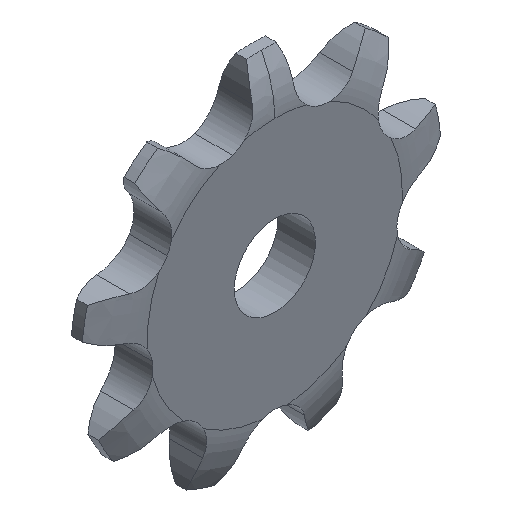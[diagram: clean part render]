
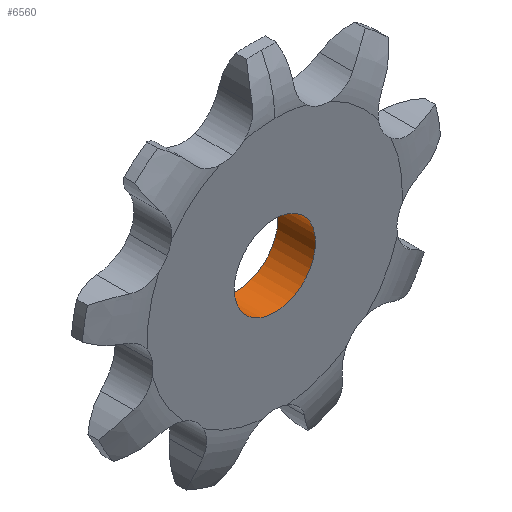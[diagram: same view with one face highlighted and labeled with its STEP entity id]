
A CAD part, isometric view. The second image highlights one B-rep face of the part: STEP entity #6560.
In plain terms, the highlighted cylindrical face has radius 3 mm (diameter 6 mm), a full revolution.
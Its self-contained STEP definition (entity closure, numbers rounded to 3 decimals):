
#216 = PLANE('',#217);
#217 = AXIS2_PLACEMENT_3D('',#218,#219,#220);
#218 = CARTESIAN_POINT('',(0.,0.,
    0.));
#219 = DIRECTION('',(0.,1.,0.));
#220 = DIRECTION('',(0.,0.,-1.));
#499 = PLANE('',#500);
#500 = AXIS2_PLACEMENT_3D('',#501,#502,#503);
#501 = CARTESIAN_POINT('',(0.,-2.8,0.)
  );
#502 = DIRECTION('',(0.,-1.,0.));
#503 = DIRECTION('',(0.,0.,1.));
#1812 = EDGE_CURVE('',#1813,#1813,#1815,.T.);
#1813 = VERTEX_POINT('',#1814);
#1814 = CARTESIAN_POINT('',(3.,0.,0.));
#1815 = SURFACE_CURVE('',#1816,(#1821,#1832),.PCURVE_S1.);
#1816 = CIRCLE('',#1817,3.);
#1817 = AXIS2_PLACEMENT_3D('',#1818,#1819,#1820);
#1818 = CARTESIAN_POINT('',(0.,0.,0.));
#1819 = DIRECTION('',(0.,-1.,0.));
#1820 = DIRECTION('',(1.,0.,0.));
#1821 = PCURVE('',#216,#1822);
#1822 = DEFINITIONAL_REPRESENTATION('',(#1823),#1831);
#1823 = ( BOUNDED_CURVE() B_SPLINE_CURVE(2,(#1824,#1825,#1826,#1827,
#1828,#1829,#1830),.UNSPECIFIED.,.T.,.F.) B_SPLINE_CURVE_WITH_KNOTS((1,2
    ,2,2,2,1),(-2.094,0.,2.094,4.189,
6.283,8.378),.UNSPECIFIED.) CURVE() 
GEOMETRIC_REPRESENTATION_ITEM() RATIONAL_B_SPLINE_CURVE((1.,0.5,1.,0.5,
1.,0.5,1.)) REPRESENTATION_ITEM('') );
#1824 = CARTESIAN_POINT('',(0.,-3.));
#1825 = CARTESIAN_POINT('',(-5.196,-3.));
#1826 = CARTESIAN_POINT('',(-2.598,1.5));
#1827 = CARTESIAN_POINT('',(0.,6.));
#1828 = CARTESIAN_POINT('',(2.598,1.5));
#1829 = CARTESIAN_POINT('',(5.196,-3.));
#1830 = CARTESIAN_POINT('',(0.,-3.));
#1831 = ( GEOMETRIC_REPRESENTATION_CONTEXT(2) 
PARAMETRIC_REPRESENTATION_CONTEXT() REPRESENTATION_CONTEXT('2D SPACE',''
  ) );
#1832 = PCURVE('',#1833,#1838);
#1833 = CYLINDRICAL_SURFACE('',#1834,3.);
#1834 = AXIS2_PLACEMENT_3D('',#1835,#1836,#1837);
#1835 = CARTESIAN_POINT('',(0.,0.,0.));
#1836 = DIRECTION('',(0.,1.,0.));
#1837 = DIRECTION('',(1.,0.,0.));
#1838 = DEFINITIONAL_REPRESENTATION('',(#1839),#1843);
#1839 = LINE('',#1840,#1841);
#1840 = CARTESIAN_POINT('',(-0.,0.));
#1841 = VECTOR('',#1842,1.);
#1842 = DIRECTION('',(-1.,0.));
#1843 = ( GEOMETRIC_REPRESENTATION_CONTEXT(2) 
PARAMETRIC_REPRESENTATION_CONTEXT() REPRESENTATION_CONTEXT('2D SPACE',''
  ) );
#2980 = EDGE_CURVE('',#2981,#2981,#2983,.T.);
#2981 = VERTEX_POINT('',#2982);
#2982 = CARTESIAN_POINT('',(3.,-2.8,0.));
#2983 = SURFACE_CURVE('',#2984,(#2989,#3000),.PCURVE_S1.);
#2984 = CIRCLE('',#2985,3.);
#2985 = AXIS2_PLACEMENT_3D('',#2986,#2987,#2988);
#2986 = CARTESIAN_POINT('',(0.,-2.8,0.));
#2987 = DIRECTION('',(-0.,1.,0.));
#2988 = DIRECTION('',(1.,0.,0.));
#2989 = PCURVE('',#499,#2990);
#2990 = DEFINITIONAL_REPRESENTATION('',(#2991),#2999);
#2991 = ( BOUNDED_CURVE() B_SPLINE_CURVE(2,(#2992,#2993,#2994,#2995,
#2996,#2997,#2998),.UNSPECIFIED.,.T.,.F.) B_SPLINE_CURVE_WITH_KNOTS((1,2
    ,2,2,2,1),(-2.094,0.,2.094,4.189,
6.283,8.378),.UNSPECIFIED.) CURVE() 
GEOMETRIC_REPRESENTATION_ITEM() RATIONAL_B_SPLINE_CURVE((1.,0.5,1.,0.5,
1.,0.5,1.)) REPRESENTATION_ITEM('') );
#2992 = CARTESIAN_POINT('',(0.,-3.));
#2993 = CARTESIAN_POINT('',(-5.196,-3.));
#2994 = CARTESIAN_POINT('',(-2.598,1.5));
#2995 = CARTESIAN_POINT('',(0.,6.));
#2996 = CARTESIAN_POINT('',(2.598,1.5));
#2997 = CARTESIAN_POINT('',(5.196,-3.));
#2998 = CARTESIAN_POINT('',(0.,-3.));
#2999 = ( GEOMETRIC_REPRESENTATION_CONTEXT(2) 
PARAMETRIC_REPRESENTATION_CONTEXT() REPRESENTATION_CONTEXT('2D SPACE',''
  ) );
#3000 = PCURVE('',#1833,#3001);
#3001 = DEFINITIONAL_REPRESENTATION('',(#3002),#3006);
#3002 = LINE('',#3003,#3004);
#3003 = CARTESIAN_POINT('',(-6.283,-2.8));
#3004 = VECTOR('',#3005,1.);
#3005 = DIRECTION('',(1.,-0.));
#3006 = ( GEOMETRIC_REPRESENTATION_CONTEXT(2) 
PARAMETRIC_REPRESENTATION_CONTEXT() REPRESENTATION_CONTEXT('2D SPACE',''
  ) );
#6560 = ADVANCED_FACE('',(#6561),#1833,.F.);
#6561 = FACE_BOUND('',#6562,.T.);
#6562 = EDGE_LOOP('',(#6563,#6564,#6585,#6586));
#6563 = ORIENTED_EDGE('',*,*,#1812,.F.);
#6564 = ORIENTED_EDGE('',*,*,#6565,.T.);
#6565 = EDGE_CURVE('',#1813,#2981,#6566,.T.);
#6566 = SEAM_CURVE('',#6567,(#6571,#6578),.PCURVE_S1.);
#6567 = LINE('',#6568,#6569);
#6568 = CARTESIAN_POINT('',(3.,0.,0.));
#6569 = VECTOR('',#6570,1.);
#6570 = DIRECTION('',(0.,-1.,0.));
#6571 = PCURVE('',#1833,#6572);
#6572 = DEFINITIONAL_REPRESENTATION('',(#6573),#6577);
#6573 = LINE('',#6574,#6575);
#6574 = CARTESIAN_POINT('',(-6.283,0.));
#6575 = VECTOR('',#6576,1.);
#6576 = DIRECTION('',(-0.,-1.));
#6577 = ( GEOMETRIC_REPRESENTATION_CONTEXT(2) 
PARAMETRIC_REPRESENTATION_CONTEXT() REPRESENTATION_CONTEXT('2D SPACE',''
  ) );
#6578 = PCURVE('',#1833,#6579);
#6579 = DEFINITIONAL_REPRESENTATION('',(#6580),#6584);
#6580 = LINE('',#6581,#6582);
#6581 = CARTESIAN_POINT('',(-0.,0.));
#6582 = VECTOR('',#6583,1.);
#6583 = DIRECTION('',(-0.,-1.));
#6584 = ( GEOMETRIC_REPRESENTATION_CONTEXT(2) 
PARAMETRIC_REPRESENTATION_CONTEXT() REPRESENTATION_CONTEXT('2D SPACE',''
  ) );
#6585 = ORIENTED_EDGE('',*,*,#2980,.F.);
#6586 = ORIENTED_EDGE('',*,*,#6565,.F.);
